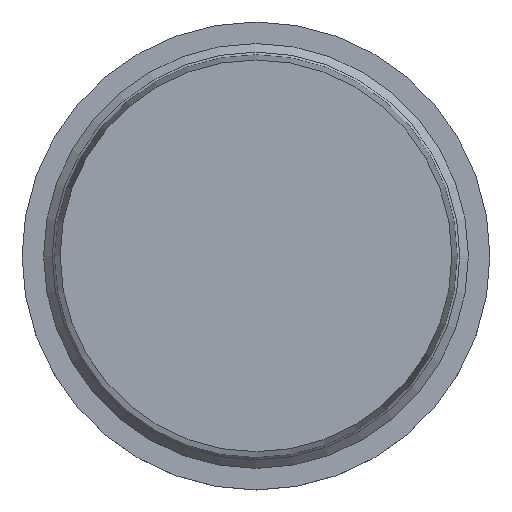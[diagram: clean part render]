
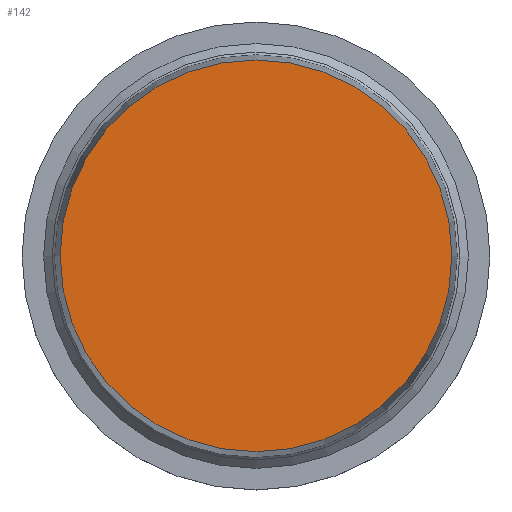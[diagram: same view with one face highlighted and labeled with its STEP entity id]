
A CAD part, top view. The second image highlights one B-rep face of the part: STEP entity #142.
In plain terms, the highlighted planar face has unit normal (0, 0, 1).
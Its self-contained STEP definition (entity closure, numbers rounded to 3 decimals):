
#142=ADVANCED_FACE('',(#158),#154,.T.);
#154=PLANE('',#239);
#158=FACE_OUTER_BOUND('',#160,.T.);
#160=EDGE_LOOP('',(#182));
#182=ORIENTED_EDGE('',*,*,#215,.T.);
#204=VERTEX_POINT('',#311);
#215=EDGE_CURVE('',#204,#204,#226,.T.);
#226=CIRCLE('',#238,9.082);
#238=AXIS2_PLACEMENT_3D('',#310,#263,#264);
#239=AXIS2_PLACEMENT_3D('',#312,#265,#266);
#263=DIRECTION('',(0.,0.,1.));
#264=DIRECTION('',(1.,0.,0.));
#265=DIRECTION('',(0.,0.,1.));
#266=DIRECTION('',(1.,0.,0.));
#310=CARTESIAN_POINT('',(0.,0.,0.));
#311=CARTESIAN_POINT('',(9.082,0.,0.));
#312=CARTESIAN_POINT('',(0.,0.,0.));
